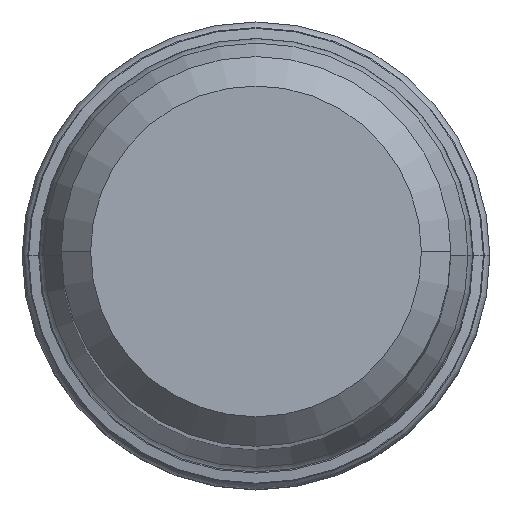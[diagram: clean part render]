
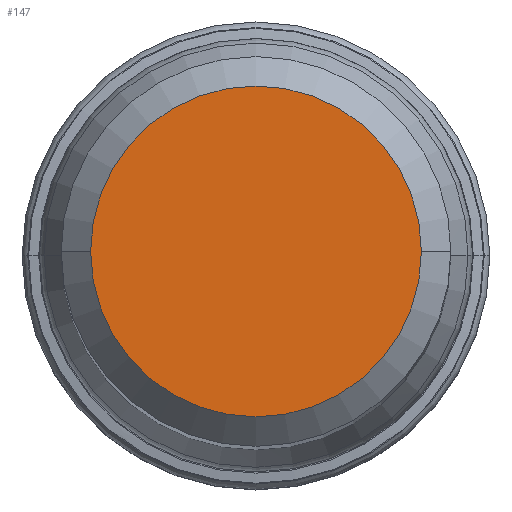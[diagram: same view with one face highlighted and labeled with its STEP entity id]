
A CAD part, top view. The second image highlights one B-rep face of the part: STEP entity #147.
In plain terms, the highlighted planar face has unit normal (0, 0, 1).
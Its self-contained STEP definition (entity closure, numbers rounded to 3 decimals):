
#30=PLANE('',#1203);
#147=ADVANCED_FACE('',(#220),#30,.F.);
#220=FACE_OUTER_BOUND('',#276,.T.);
#276=EDGE_LOOP('',(#495,#496,#497,#498));
#495=ORIENTED_EDGE('',*,*,#751,.F.);
#496=ORIENTED_EDGE('',*,*,#750,.F.);
#497=ORIENTED_EDGE('',*,*,#752,.F.);
#498=ORIENTED_EDGE('',*,*,#753,.F.);
#623=VERTEX_POINT('',#2915);
#624=VERTEX_POINT('',#2917);
#625=VERTEX_POINT('',#2919);
#626=VERTEX_POINT('',#2923);
#750=EDGE_CURVE('',#624,#625,#906,.T.);
#751=EDGE_CURVE('',#625,#623,#907,.T.);
#752=EDGE_CURVE('',#626,#624,#908,.T.);
#753=EDGE_CURVE('',#623,#626,#909,.T.);
#906=CIRCLE('',#1198,6.738);
#907=CIRCLE('',#1199,6.738);
#908=CIRCLE('',#1201,6.738);
#909=CIRCLE('',#1202,6.738);
#1198=AXIS2_PLACEMENT_3D('',#2918,#1493,#1494);
#1199=AXIS2_PLACEMENT_3D('',#2920,#1495,#1496);
#1201=AXIS2_PLACEMENT_3D('',#2922,#1499,#1500);
#1202=AXIS2_PLACEMENT_3D('',#2924,#1501,#1502);
#1203=AXIS2_PLACEMENT_3D('',#2925,#1503,#1504);
#1493=DIRECTION('',(0.,0.,-1.));
#1494=DIRECTION('',(-1.,0.,0.));
#1495=DIRECTION('',(0.,0.,-1.));
#1496=DIRECTION('',(0.,1.,0.));
#1499=DIRECTION('',(0.,0.,-1.));
#1500=DIRECTION('',(0.,-1.,0.));
#1501=DIRECTION('',(0.,0.,-1.));
#1502=DIRECTION('',(1.,0.,0.));
#1503=DIRECTION('',(0.,0.,-1.));
#1504=DIRECTION('',(-1.,0.,0.));
#2915=CARTESIAN_POINT('',(6.738,0.,0.));
#2917=CARTESIAN_POINT('',(-6.738,0.,0.));
#2918=CARTESIAN_POINT('',(0.,0.,0.));
#2919=CARTESIAN_POINT('',(0.,6.737,0.));
#2920=CARTESIAN_POINT('',(0.,0.,0.));
#2922=CARTESIAN_POINT('',(0.,0.,0.));
#2923=CARTESIAN_POINT('',(0.,-6.738,0.));
#2924=CARTESIAN_POINT('',(0.,0.,0.));
#2925=CARTESIAN_POINT('',(0.,0.,0.));
